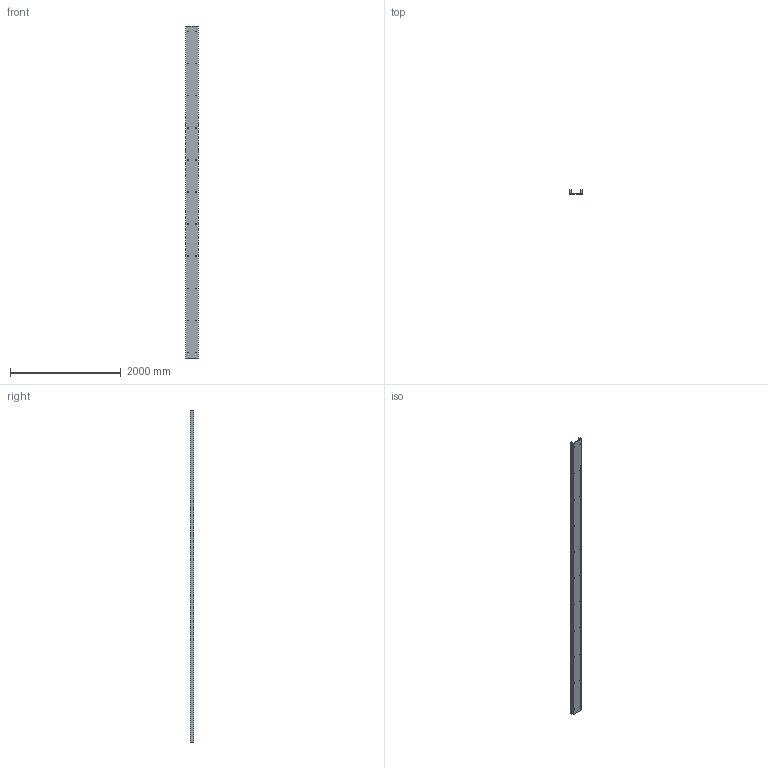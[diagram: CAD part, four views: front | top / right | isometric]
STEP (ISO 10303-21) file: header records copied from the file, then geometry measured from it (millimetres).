
FILE_DESCRIPTION(('STEP AP214'),'1');
FILE_NAME('PG_X-L_6000.stp','2016-05-28T11:20:25',('TraceParts'),('TraceParts S.A.'),'Spatial InterOp 3D',' ',' ');
FILE_SCHEMA(('automotive_design'));
Length unit declared in the file: millimetre
Products named in the file (1): 1
Bounding box: 220 x 70 x 6000 mm (x, y, z)
Volume: 27568682.2 mm3; surface area: 4214902 mm2
Topology: 1 solids, 1 shells, 120 faces, 288 edges, 192 vertices
Faces by surface type: cylinder 88, plane 32
Entity records: 3691 total; most frequent: DIRECTION 706, CARTESIAN_POINT 601, ORIENTED_EDGE 576, AXIS2_PLACEMENT_3D 297, EDGE_CURVE 288, VERTEX_POINT 192, EDGE_LOOP 186, CIRCLE 176
